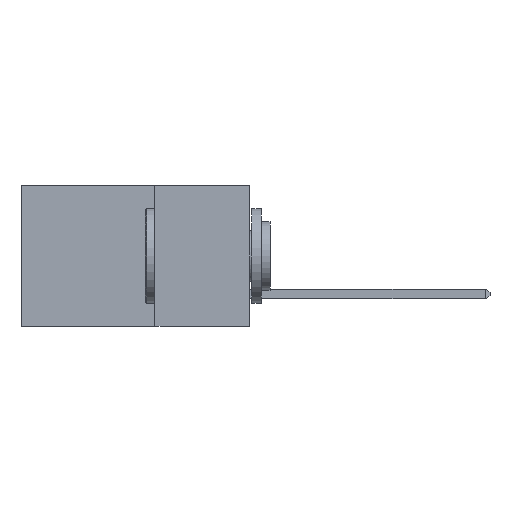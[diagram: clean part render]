
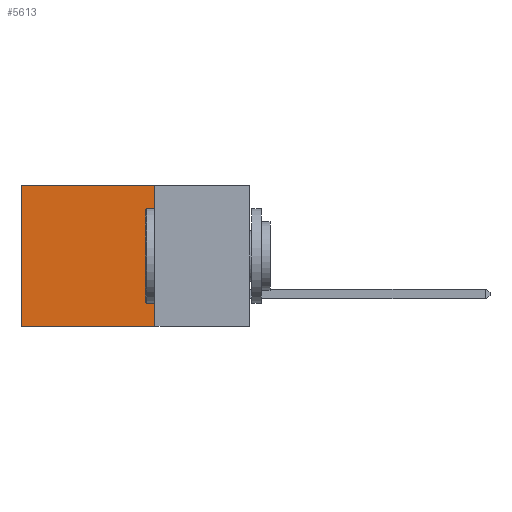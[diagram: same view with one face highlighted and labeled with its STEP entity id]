
A CAD part, left-side view. The second image highlights one B-rep face of the part: STEP entity #5613.
In plain terms, the highlighted planar face has unit normal (-1, 0, 0).
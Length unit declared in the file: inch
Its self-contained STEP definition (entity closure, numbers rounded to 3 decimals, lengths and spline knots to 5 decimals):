
#191 = CARTESIAN_POINT ( 'NONE',  ( 0.2875, 0.25, -0.37 ) ) ;
#548 = FACE_OUTER_BOUND ( 'NONE', #13958, .T. ) ;
#1001 = CARTESIAN_POINT ( 'NONE',  ( 0.2875, 0.6, 0. ) ) ;
#1474 = LINE ( 'NONE', #17040, #1991 ) ;
#1506 = VERTEX_POINT ( 'NONE', #17922 ) ;
#1991 = VECTOR ( 'NONE', #8304, 39.37008 ) ;
#2156 = VERTEX_POINT ( 'NONE', #1001 ) ;
#5613 = ADVANCED_FACE ( 'NONE', ( #548 ), #15215, .F. ) ;
#5738 = VECTOR ( 'NONE', #17163, 39.37008 ) ;
#6216 = ORIENTED_EDGE ( 'NONE', *, *, #11883, .F. ) ;
#7261 = VECTOR ( 'NONE', #12091, 39.37008 ) ;
#7871 = DIRECTION ( 'NONE',  ( 0., 0., -1. ) ) ;
#8119 = VERTEX_POINT ( 'NONE', #191 ) ;
#8304 = DIRECTION ( 'NONE',  ( 0., 0., -1. ) ) ;
#8424 = CARTESIAN_POINT ( 'NONE',  ( 0.2875, 0.25, -0.37 ) ) ;
#9106 = EDGE_CURVE ( 'NONE', #1506, #2156, #11238, .T. ) ;
#9350 = LINE ( 'NONE', #8424, #5738 ) ;
#10408 = CARTESIAN_POINT ( 'NONE',  ( 0.2875, 0.25, 0. ) ) ;
#11238 = LINE ( 'NONE', #19186, #7261 ) ;
#11639 = CARTESIAN_POINT ( 'NONE',  ( 0.2875, 0.6, -0.37 ) ) ;
#11883 = EDGE_CURVE ( 'NONE', #8119, #15448, #9350, .T. ) ;
#12091 = DIRECTION ( 'NONE',  ( 0., 1., 0. ) ) ;
#12320 = CARTESIAN_POINT ( 'NONE',  ( 0.2875, 0.25, 0. ) ) ;
#13907 = EDGE_CURVE ( 'NONE', #2156, #15448, #1474, .T. ) ;
#13958 = EDGE_LOOP ( 'NONE', ( #14329, #6216, #15662, #18175 ) ) ;
#14329 = ORIENTED_EDGE ( 'NONE', *, *, #13907, .T. ) ;
#15102 = VECTOR ( 'NONE', #17607, 39.37008 ) ;
#15215 = PLANE ( 'NONE',  #17600 ) ;
#15448 = VERTEX_POINT ( 'NONE', #11639 ) ;
#15548 = LINE ( 'NONE', #10408, #15102 ) ;
#15662 = ORIENTED_EDGE ( 'NONE', *, *, #19096, .F. ) ;
#16639 = DIRECTION ( 'NONE',  ( 1., 0., 0. ) ) ;
#17040 = CARTESIAN_POINT ( 'NONE',  ( 0.2875, 0.6, 0. ) ) ;
#17163 = DIRECTION ( 'NONE',  ( 0., 1., 0. ) ) ;
#17600 = AXIS2_PLACEMENT_3D ( 'NONE', #12320, #16639, #7871 ) ;
#17607 = DIRECTION ( 'NONE',  ( 0., 0., -1. ) ) ;
#17922 = CARTESIAN_POINT ( 'NONE',  ( 0.2875, 0.25, 0. ) ) ;
#18175 = ORIENTED_EDGE ( 'NONE', *, *, #9106, .T. ) ;
#19096 = EDGE_CURVE ( 'NONE', #1506, #8119, #15548, .T. ) ;
#19186 = CARTESIAN_POINT ( 'NONE',  ( 0.2875, 0.25, 0. ) ) ;
